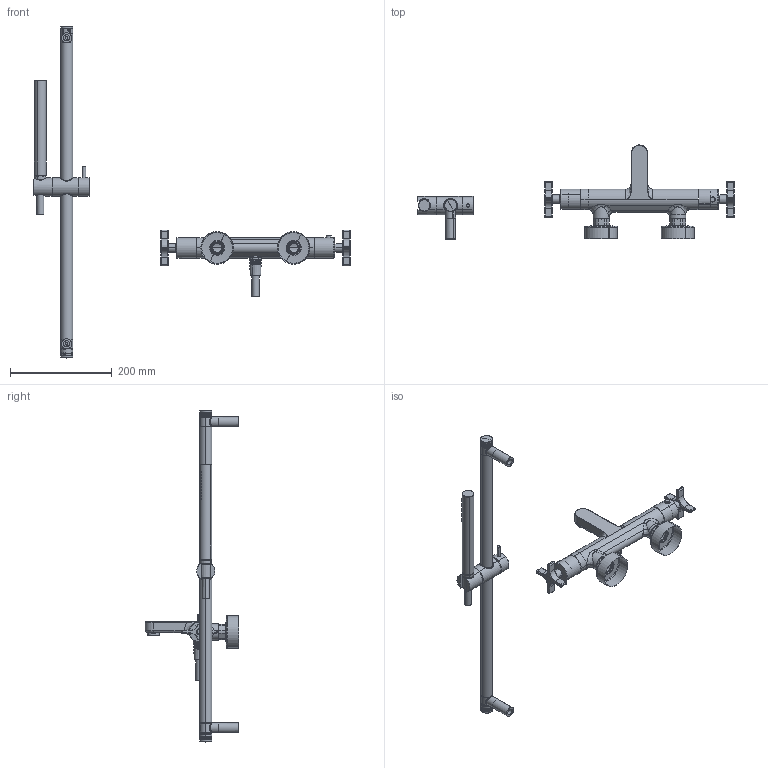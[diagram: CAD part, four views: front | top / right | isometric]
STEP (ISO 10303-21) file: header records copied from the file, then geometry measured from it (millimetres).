
FILE_DESCRIPTION(('CATIA V5 STEP Exchange','CAx-IF Rec.Pracs.--- Model Styling and Organization---1.5--- 2016-08-15','CAx-IF Rec.Pracs.---Supplemental Geometry---1.0---2011-11-01','CAx-IF Rec.Pracs.--- Composite Materials ---3.4---2017-06-13','CAx-IF Rec.Pracs.---Tessellated 3D Geometry---1.0---2015-12-17'),'2;1');
FILE_NAME('GSS21016.stp','2023-02-03T14:33:26+00:00',('none'),('none'),'CATIA Version 5-6 Release 2020 SP2','CATIA V5 STEP AP242 v2','none');
FILE_SCHEMA(('AP242_MANAGED_MODEL_BASED_3D_ENGINEERING_MIM_LF {1 0 10303 442 1 1 4}'));
Products named in the file (4): Product4; Part23; Part24; GST2101 Safe Touch 2022_AllCATPart
Assembly tree (3 placements, depth 2):
  Product4
    Part23
    Part24
    GST2101 Safe Touch 2022_AllCATPart
Bounding box: 620.79 x 184.05 x 651 mm (x, y, z)
Volume: 345391.8 mm3; surface area: 302959.8 mm2
Topology: 37 solids, 128 shells, 1223 faces, 3117 edges, 2150 vertices
Faces by surface type: cylinder 657, plane 211, cone 168, torus 134, bspline 35, sphere 18
Entity records: 46204 total; most frequent: CARTESIAN_POINT 19212, ORIENTED_EDGE 5704, DIRECTION 3810, EDGE_CURVE 3093, VERTEX_POINT 2150, AXIS2_PLACEMENT_3D 2023, EDGE_LOOP 1415, CIRCLE 1260
